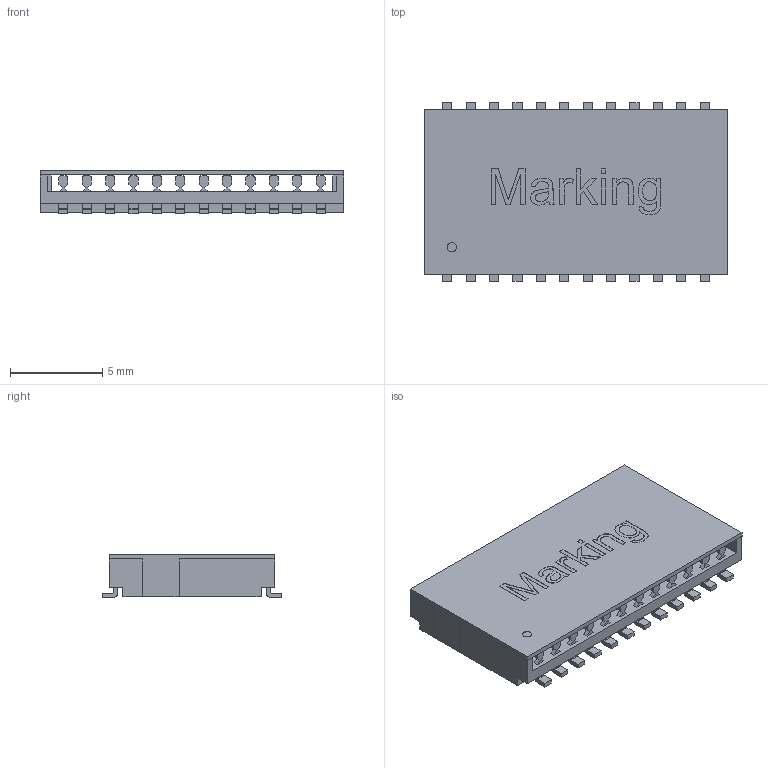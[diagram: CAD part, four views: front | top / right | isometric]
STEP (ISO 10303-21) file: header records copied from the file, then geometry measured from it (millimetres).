
FILE_DESCRIPTION( ( 'Unknown' ), '1' );
FILE_NAME( '749020111A.stp', 'Unknown', ( 'Unknown' ), ( 'Unknown' ), 'PSStep 17.0.49', 'Unknown', ' ' );
FILE_SCHEMA( ( 'AUTOMOTIVE_DESIGN { 1 0 10303 214 1 1 1 1 }' ) );
Length unit declared in the file: millimetre
Products named in the file (3): Assem1; base; cap
Assembly tree (2 placements, depth 2):
  Assem1
    base
    cap
Bounding box: 16.5 x 9.7 x 2.35 mm (x, y, z)
Volume: 208 mm3; surface area: 784.5 mm2
Topology: 2 solids, 2 shells, 598 faces, 1605 edges, 1070 vertices
Faces by surface type: plane 485, cylinder 97, extrusion 16
Full cylindrical faces by diameter (mm): 0.5 x1
Entity records: 23964 total; most frequent: CARTESIAN_POINT 4175, ORIENTED_EDGE 3206, DIRECTION 2859, EDGE_CURVE 1603, VECTOR 1301, LINE 1285, VERTEX_POINT 1070, AXIS2_PLACEMENT_3D 779
